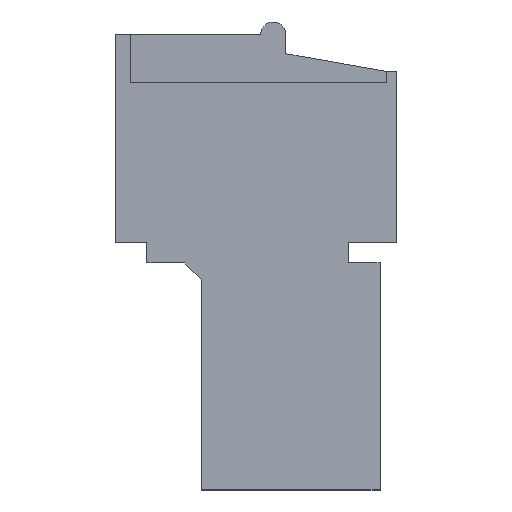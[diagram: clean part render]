
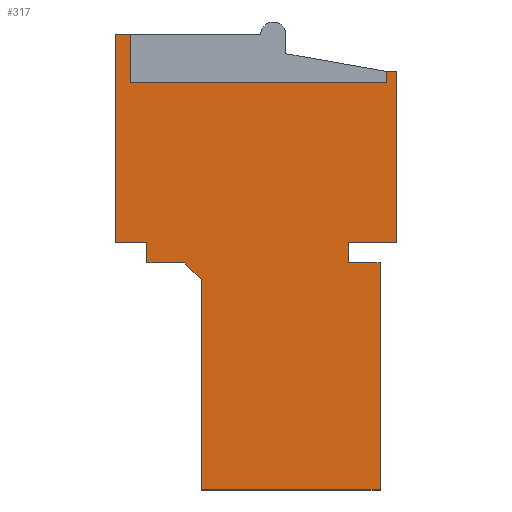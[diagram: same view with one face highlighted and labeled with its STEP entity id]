
A CAD part, left-side view. The second image highlights one B-rep face of the part: STEP entity #317.
In plain terms, the highlighted planar face has unit normal (-1, 0, 0).
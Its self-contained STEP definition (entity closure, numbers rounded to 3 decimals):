
#200=AXIS2_PLACEMENT_3D('Plane Axis2P3D',#197,#198,#199) ;
#42=CARTESIAN_POINT('Vertex',(0.,0.4,16.5)) ;
#56=CARTESIAN_POINT('Vertex',(0.,0.4,16.05)) ;
#59=CARTESIAN_POINT('Line Origine',(0.,0.4,16.275)) ;
#83=CARTESIAN_POINT('Line Origine',(0.,0.2,16.5)) ;
#87=CARTESIAN_POINT('Vertex',(0.,0.,16.5)) ;
#178=CARTESIAN_POINT('Line Origine',(0.,5.45,16.05)) ;
#182=CARTESIAN_POINT('Vertex',(0.,10.5,16.05)) ;
#197=CARTESIAN_POINT('Axis2P3D Location',(0.,4.76,6.6)) ;
#202=CARTESIAN_POINT('Line Origine',(0.,10.5,17.)) ;
#206=CARTESIAN_POINT('Vertex',(0.,10.5,17.95)) ;
#209=CARTESIAN_POINT('Line Origine',(0.,10.8,17.95)) ;
#213=CARTESIAN_POINT('Vertex',(0.,11.1,17.95)) ;
#216=CARTESIAN_POINT('Line Origine',(0.,11.1,13.85)) ;
#220=CARTESIAN_POINT('Vertex',(0.,11.1,9.75)) ;
#223=CARTESIAN_POINT('Line Origine',(0.,10.475,9.75)) ;
#227=CARTESIAN_POINT('Vertex',(0.,9.85,9.75)) ;
#230=CARTESIAN_POINT('Line Origine',(0.,9.85,9.35)) ;
#234=CARTESIAN_POINT('Vertex',(0.,9.85,8.95)) ;
#237=CARTESIAN_POINT('Line Origine',(0.,9.105,8.95)) ;
#241=CARTESIAN_POINT('Vertex',(0.,8.36,8.95)) ;
#244=CARTESIAN_POINT('Line Origine',(0.,8.035,8.625)) ;
#248=CARTESIAN_POINT('Vertex',(0.,7.71,8.3)) ;
#251=CARTESIAN_POINT('Line Origine',(0.,7.71,4.15)) ;
#255=CARTESIAN_POINT('Vertex',(0.,7.71,0.)) ;
#258=CARTESIAN_POINT('Line Origine',(0.,4.185,0.)) ;
#262=CARTESIAN_POINT('Vertex',(0.,0.66,0.)) ;
#265=CARTESIAN_POINT('Line Origine',(0.,0.66,4.475)) ;
#269=CARTESIAN_POINT('Vertex',(0.,0.66,8.95)) ;
#272=CARTESIAN_POINT('Line Origine',(0.,1.28,8.95)) ;
#276=CARTESIAN_POINT('Vertex',(0.,1.9,8.95)) ;
#279=CARTESIAN_POINT('Line Origine',(0.,1.9,9.35)) ;
#283=CARTESIAN_POINT('Vertex',(0.,1.9,9.75)) ;
#286=CARTESIAN_POINT('Line Origine',(0.,0.95,9.75)) ;
#290=CARTESIAN_POINT('Vertex',(0.,0.,9.75)) ;
#293=CARTESIAN_POINT('Line Origine',(0.,0.,13.125)) ;
#60=DIRECTION('Vector Direction',(0.,0.,-1.)) ;
#84=DIRECTION('Vector Direction',(0.,-1.,0.)) ;
#179=DIRECTION('Vector Direction',(0.,1.,0.)) ;
#198=DIRECTION('Axis2P3D Direction',(1.,0.,0.)) ;
#199=DIRECTION('Axis2P3D XDirection',(0.,-1.,0.)) ;
#203=DIRECTION('Vector Direction',(0.,0.,-1.)) ;
#210=DIRECTION('Vector Direction',(0.,1.,0.)) ;
#217=DIRECTION('Vector Direction',(0.,0.,1.)) ;
#224=DIRECTION('Vector Direction',(0.,1.,0.)) ;
#231=DIRECTION('Vector Direction',(0.,0.,1.)) ;
#238=DIRECTION('Vector Direction',(0.,-1.,0.)) ;
#245=DIRECTION('Vector Direction',(0.,0.707,0.707)) ;
#252=DIRECTION('Vector Direction',(0.,0.,1.)) ;
#259=DIRECTION('Vector Direction',(0.,1.,0.)) ;
#266=DIRECTION('Vector Direction',(0.,0.,-1.)) ;
#273=DIRECTION('Vector Direction',(0.,-1.,0.)) ;
#280=DIRECTION('Vector Direction',(0.,0.,-1.)) ;
#287=DIRECTION('Vector Direction',(0.,1.,0.)) ;
#294=DIRECTION('Vector Direction',(0.,0.,-1.)) ;
#61=VECTOR('Line Direction',#60,1.) ;
#85=VECTOR('Line Direction',#84,1.) ;
#180=VECTOR('Line Direction',#179,1.) ;
#204=VECTOR('Line Direction',#203,1.) ;
#211=VECTOR('Line Direction',#210,1.) ;
#218=VECTOR('Line Direction',#217,1.) ;
#225=VECTOR('Line Direction',#224,1.) ;
#232=VECTOR('Line Direction',#231,1.) ;
#239=VECTOR('Line Direction',#238,1.) ;
#246=VECTOR('Line Direction',#245,1.) ;
#253=VECTOR('Line Direction',#252,1.) ;
#260=VECTOR('Line Direction',#259,1.) ;
#267=VECTOR('Line Direction',#266,1.) ;
#274=VECTOR('Line Direction',#273,1.) ;
#281=VECTOR('Line Direction',#280,1.) ;
#288=VECTOR('Line Direction',#287,1.) ;
#295=VECTOR('Line Direction',#294,1.) ;
#299=ORIENTED_EDGE('',*,*,#63,.T.) ;
#300=ORIENTED_EDGE('',*,*,#184,.T.) ;
#301=ORIENTED_EDGE('',*,*,#208,.F.) ;
#302=ORIENTED_EDGE('',*,*,#215,.T.) ;
#303=ORIENTED_EDGE('',*,*,#222,.F.) ;
#304=ORIENTED_EDGE('',*,*,#229,.F.) ;
#305=ORIENTED_EDGE('',*,*,#236,.F.) ;
#306=ORIENTED_EDGE('',*,*,#243,.T.) ;
#307=ORIENTED_EDGE('',*,*,#250,.F.) ;
#308=ORIENTED_EDGE('',*,*,#257,.F.) ;
#309=ORIENTED_EDGE('',*,*,#264,.F.) ;
#310=ORIENTED_EDGE('',*,*,#271,.F.) ;
#311=ORIENTED_EDGE('',*,*,#278,.F.) ;
#312=ORIENTED_EDGE('',*,*,#285,.F.) ;
#313=ORIENTED_EDGE('',*,*,#292,.F.) ;
#314=ORIENTED_EDGE('',*,*,#297,.F.) ;
#315=ORIENTED_EDGE('',*,*,#89,.F.) ;
#317=ADVANCED_FACE('HOUSING',(#316),#201,.F.) ;
#63=EDGE_CURVE('',#43,#57,#62,.T.) ;
#89=EDGE_CURVE('',#43,#88,#86,.T.) ;
#184=EDGE_CURVE('',#57,#183,#181,.T.) ;
#208=EDGE_CURVE('',#207,#183,#205,.T.) ;
#215=EDGE_CURVE('',#207,#214,#212,.T.) ;
#222=EDGE_CURVE('',#221,#214,#219,.T.) ;
#229=EDGE_CURVE('',#228,#221,#226,.T.) ;
#236=EDGE_CURVE('',#235,#228,#233,.T.) ;
#243=EDGE_CURVE('',#235,#242,#240,.T.) ;
#250=EDGE_CURVE('',#249,#242,#247,.T.) ;
#257=EDGE_CURVE('',#256,#249,#254,.T.) ;
#264=EDGE_CURVE('',#263,#256,#261,.T.) ;
#271=EDGE_CURVE('',#270,#263,#268,.T.) ;
#278=EDGE_CURVE('',#277,#270,#275,.T.) ;
#285=EDGE_CURVE('',#284,#277,#282,.T.) ;
#292=EDGE_CURVE('',#291,#284,#289,.T.) ;
#297=EDGE_CURVE('',#88,#291,#296,.T.) ;
#298=EDGE_LOOP('',(#299,#300,#301,#302,#303,#304,#305,#306,#307,#308,#309,#310,#311,#312,#313,#314,#315)) ;
#316=FACE_OUTER_BOUND('',#298,.T.) ;
#62=LINE('Line',#59,#61) ;
#86=LINE('Line',#83,#85) ;
#181=LINE('Line',#178,#180) ;
#205=LINE('Line',#202,#204) ;
#212=LINE('Line',#209,#211) ;
#219=LINE('Line',#216,#218) ;
#226=LINE('Line',#223,#225) ;
#233=LINE('Line',#230,#232) ;
#240=LINE('Line',#237,#239) ;
#247=LINE('Line',#244,#246) ;
#254=LINE('Line',#251,#253) ;
#261=LINE('Line',#258,#260) ;
#268=LINE('Line',#265,#267) ;
#275=LINE('Line',#272,#274) ;
#282=LINE('Line',#279,#281) ;
#289=LINE('Line',#286,#288) ;
#296=LINE('Line',#293,#295) ;
#201=PLANE('',#200) ;
#43=VERTEX_POINT('',#42) ;
#57=VERTEX_POINT('',#56) ;
#88=VERTEX_POINT('',#87) ;
#183=VERTEX_POINT('',#182) ;
#207=VERTEX_POINT('',#206) ;
#214=VERTEX_POINT('',#213) ;
#221=VERTEX_POINT('',#220) ;
#228=VERTEX_POINT('',#227) ;
#235=VERTEX_POINT('',#234) ;
#242=VERTEX_POINT('',#241) ;
#249=VERTEX_POINT('',#248) ;
#256=VERTEX_POINT('',#255) ;
#263=VERTEX_POINT('',#262) ;
#270=VERTEX_POINT('',#269) ;
#277=VERTEX_POINT('',#276) ;
#284=VERTEX_POINT('',#283) ;
#291=VERTEX_POINT('',#290) ;
